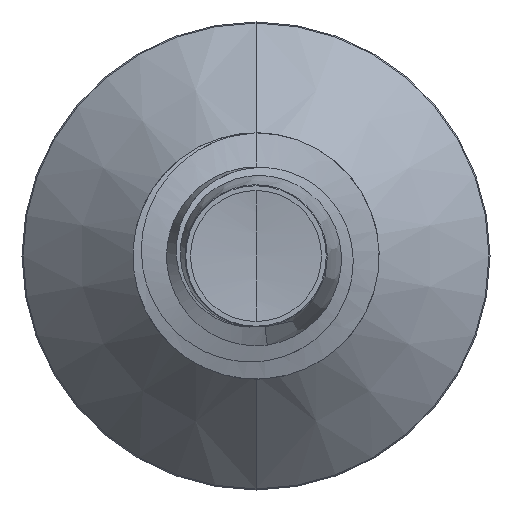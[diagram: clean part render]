
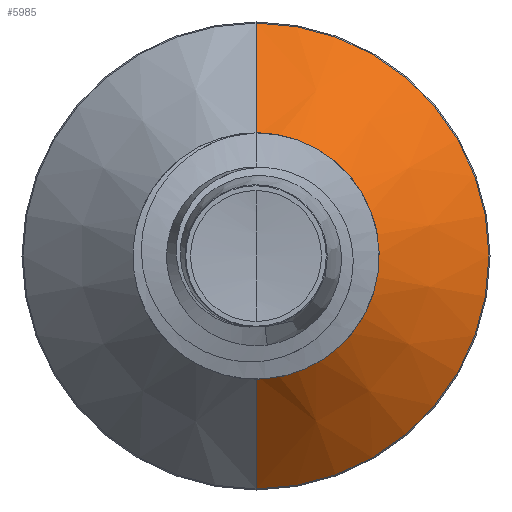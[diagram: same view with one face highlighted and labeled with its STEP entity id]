
A CAD part, front view. The second image highlights one B-rep face of the part: STEP entity #5985.
In plain terms, the highlighted conical face has half-angle 45 degrees and reference radius 0.97 mm.
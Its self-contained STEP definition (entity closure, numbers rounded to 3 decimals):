
#248 = CARTESIAN_POINT ( 'NONE',  ( 0., 1.72, 0.97 ) ) ;
#315 = DIRECTION ( 'NONE',  ( 0., 0.707, 0.707 ) ) ;
#461 = LINE ( 'NONE', #7480, #8450 ) ;
#737 = EDGE_CURVE ( 'NONE', #9196, #2023, #461, .T. ) ;
#803 = VERTEX_POINT ( 'NONE', #7394 ) ;
#1028 = EDGE_CURVE ( 'NONE', #803, #9196, #8260, .T. ) ;
#1265 = AXIS2_PLACEMENT_3D ( 'NONE', #6293, #6290, #6283 ) ;
#1598 = ORIENTED_EDGE ( 'NONE', *, *, #1028, .T. ) ;
#2023 = VERTEX_POINT ( 'NONE', #6921 ) ;
#2138 = DIRECTION ( 'NONE',  ( 0., 0.707, -0.707 ) ) ;
#3578 = CIRCLE ( 'NONE', #1265, 1.891 ) ;
#3643 = CARTESIAN_POINT ( 'NONE',  ( 0., 2.641, 1.891 ) ) ;
#3790 = EDGE_CURVE ( 'NONE', #803, #6809, #4493, .T. ) ;
#4493 = LINE ( 'NONE', #248, #6277 ) ;
#5976 = AXIS2_PLACEMENT_3D ( 'NONE', #7298, #7811, #7819 ) ;
#5985 = ADVANCED_FACE ( 'NONE', ( #7432 ), #7240, .T. ) ;
#6003 = EDGE_CURVE ( 'NONE', #6809, #2023, #3578, .T. ) ;
#6277 = VECTOR ( 'NONE', #315, 1000. ) ;
#6283 = DIRECTION ( 'NONE',  ( 0., 0., 1. ) ) ;
#6290 = DIRECTION ( 'NONE',  ( 0., 1., 0. ) ) ;
#6293 = CARTESIAN_POINT ( 'NONE',  ( 0., 2.641, 0. ) ) ;
#6402 = DIRECTION ( 'NONE',  ( 0., 0., 1. ) ) ;
#6411 = DIRECTION ( 'NONE',  ( 0., 1., 0. ) ) ;
#6417 = CARTESIAN_POINT ( 'NONE',  ( 0., 1.72, 0. ) ) ;
#6809 = VERTEX_POINT ( 'NONE', #3643 ) ;
#6921 = CARTESIAN_POINT ( 'NONE',  ( 0., 2.641, -1.891 ) ) ;
#7018 = EDGE_LOOP ( 'NONE', ( #1598, #7730, #9121, #7274 ) ) ;
#7240 = CONICAL_SURFACE ( 'NONE', #9118, 0.97, 0.785 ) ;
#7274 = ORIENTED_EDGE ( 'NONE', *, *, #3790, .F. ) ;
#7298 = CARTESIAN_POINT ( 'NONE',  ( 0., 1.72, 0. ) ) ;
#7394 = CARTESIAN_POINT ( 'NONE',  ( 0., 1.72, 0.97 ) ) ;
#7432 = FACE_OUTER_BOUND ( 'NONE', #7018, .T. ) ;
#7480 = CARTESIAN_POINT ( 'NONE',  ( 0., 1.72, -0.97 ) ) ;
#7546 = CARTESIAN_POINT ( 'NONE',  ( 0., 1.72, -0.97 ) ) ;
#7730 = ORIENTED_EDGE ( 'NONE', *, *, #737, .T. ) ;
#7811 = DIRECTION ( 'NONE',  ( 0., 1., 0. ) ) ;
#7819 = DIRECTION ( 'NONE',  ( 0., 0., 1. ) ) ;
#8260 = CIRCLE ( 'NONE', #5976, 0.97 ) ;
#8450 = VECTOR ( 'NONE', #2138, 1000. ) ;
#9118 = AXIS2_PLACEMENT_3D ( 'NONE', #6417, #6411, #6402 ) ;
#9121 = ORIENTED_EDGE ( 'NONE', *, *, #6003, .F. ) ;
#9196 = VERTEX_POINT ( 'NONE', #7546 ) ;
